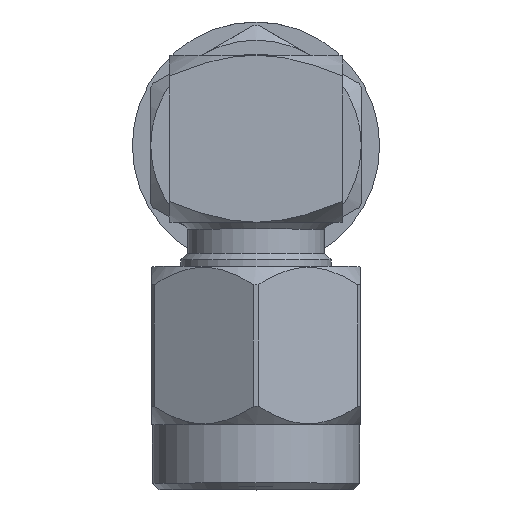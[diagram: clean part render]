
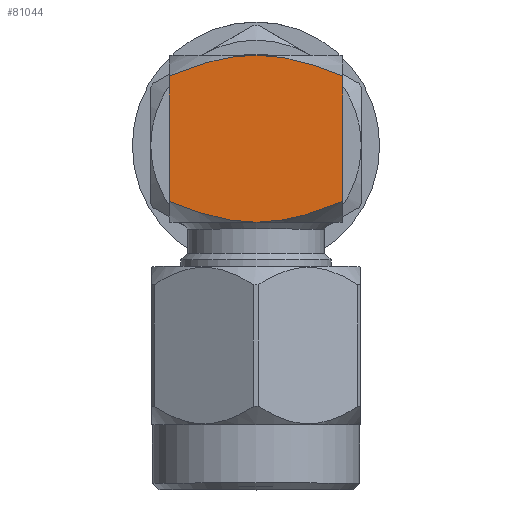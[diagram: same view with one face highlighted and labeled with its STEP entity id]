
A CAD part, top view. The second image highlights one B-rep face of the part: STEP entity #81044.
In plain terms, the highlighted face is planar.
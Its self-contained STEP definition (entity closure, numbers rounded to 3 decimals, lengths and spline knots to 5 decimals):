
#1211 = CARTESIAN_POINT ( 'NONE',  ( -0.13, -0.1215, 0.04454 ) ) ;
#1346 = CARTESIAN_POINT ( 'NONE',  ( -0.13, 0.1024, 0.10921 ) ) ;
#3340 = CARTESIAN_POINT ( 'NONE',  ( -0.13, -0.125, 0. ) ) ;
#5001 = FACE_OUTER_BOUND ( 'NONE', #20568, .T. ) ;
#6292 = CARTESIAN_POINT ( 'NONE',  ( -0.13, 0.09391, -0.13 ) ) ;
#6306 = B_SPLINE_CURVE_WITH_KNOTS ( 'NONE', 3,
 ( #166637, #102862, #78565, #103398, #1346, #53283 ),
 .UNSPECIFIED., .F., .F.,
 ( 4, 2, 4 ),
 ( 0.00714, 0.00886, 0.01059 ),
 .UNSPECIFIED. ) ;
#9410 = VERTEX_POINT ( 'NONE', #76913 ) ;
#11700 = DIRECTION ( 'NONE',  ( 0., 0., -1. ) ) ;
#16475 = EDGE_CURVE ( 'NONE', #165006, #9410, #53946, .T. ) ;
#18163 = VECTOR ( 'NONE', #56457, 39.37008 ) ;
#20568 = EDGE_LOOP ( 'NONE', ( #59756, #78746, #70602, #164022, #45572, #68638 ) ) ;
#20821 = PLANE ( 'NONE',  #147238 ) ;
#22273 = VERTEX_POINT ( 'NONE', #3340 ) ;
#24101 = CARTESIAN_POINT ( 'NONE',  ( -0.13, -0.12093, -0.04469 ) ) ;
#24672 = CARTESIAN_POINT ( 'NONE',  ( -0.13, -0.11861, -0.05561 ) ) ;
#25021 = CARTESIAN_POINT ( 'NONE',  ( -0.13, -0.09391, 0.13 ) ) ;
#32773 = CARTESIAN_POINT ( 'NONE',  ( -0.13, -0.125, -0.13 ) ) ;
#33797 = B_SPLINE_CURVE_WITH_KNOTS ( 'NONE', 3,
 ( #128731, #103261, #75103, #1211, #53695, #116811 ),
 .UNSPECIFIED., .F., .F.,
 ( 4, 2, 4 ),
 ( 0.00857, 0.01028, 0.01199 ),
 .UNSPECIFIED. ) ;
#37916 = CARTESIAN_POINT ( 'NONE',  ( -0.13, 0.125, -0.01117 ) ) ;
#42353 = CARTESIAN_POINT ( 'NONE',  ( -0.13, -0.125, 0.13 ) ) ;
#45572 = ORIENTED_EDGE ( 'NONE', *, *, #127919, .T. ) ;
#48849 = EDGE_CURVE ( 'NONE', #149133, #119010, #98892, .T. ) ;
#49567 = VERTEX_POINT ( 'NONE', #114756 ) ;
#51447 = CARTESIAN_POINT ( 'NONE',  ( -0.13, 0.11009, -0.08803 ) ) ;
#53283 = CARTESIAN_POINT ( 'NONE',  ( -0.13, 0.09391, 0.13 ) ) ;
#53695 = CARTESIAN_POINT ( 'NONE',  ( -0.13, -0.125, 0.02255 ) ) ;
#53946 = B_SPLINE_CURVE_WITH_KNOTS ( 'NONE', 3,
 ( #61093, #162634, #51447, #100528, #139495, #63300, #37916, #88086 ),
 .UNSPECIFIED., .F., .F.,
 ( 4, 2, 2, 4 ),
 ( 0.00373, 0.00543, 0.00629, 0.00714 ),
 .UNSPECIFIED. ) ;
#56457 = DIRECTION ( 'NONE',  ( 0., -1., 0. ) ) ;
#59161 = CARTESIAN_POINT ( 'NONE',  ( -0.13, -0.125, 0.13 ) ) ;
#59756 = ORIENTED_EDGE ( 'NONE', *, *, #164034, .F. ) ;
#61093 = CARTESIAN_POINT ( 'NONE',  ( -0.13, 0.09391, -0.13 ) ) ;
#63300 = CARTESIAN_POINT ( 'NONE',  ( -0.13, 0.12413, -0.02252 ) ) ;
#64081 = B_SPLINE_CURVE_WITH_KNOTS ( 'NONE', 3,
 ( #126759, #115959, #141970, #24101, #24672, #165114, #166762, #102441 ),
 .UNSPECIFIED., .F., .F.,
 ( 4, 2, 2, 4 ),
 ( 0.01199, 0.01283, 0.01368, 0.01537 ),
 .UNSPECIFIED. ) ;
#68638 = ORIENTED_EDGE ( 'NONE', *, *, #90790, .F. ) ;
#70602 = ORIENTED_EDGE ( 'NONE', *, *, #128383, .F. ) ;
#72065 = DIRECTION ( 'NONE',  ( 1., 0., 0. ) ) ;
#72117 = DIRECTION ( 'NONE',  ( 0., -1., 0. ) ) ;
#75103 = CARTESIAN_POINT ( 'NONE',  ( -0.13, -0.11016, 0.08785 ) ) ;
#76913 = CARTESIAN_POINT ( 'NONE',  ( -0.13, 0.125, 0. ) ) ;
#78565 = CARTESIAN_POINT ( 'NONE',  ( -0.13, 0.1215, 0.04454 ) ) ;
#78746 = ORIENTED_EDGE ( 'NONE', *, *, #48849, .F. ) ;
#81044 = ADVANCED_FACE ( 'NONE', ( #5001 ), #20821, .F. ) ;
#88086 = CARTESIAN_POINT ( 'NONE',  ( -0.13, 0.125, 0. ) ) ;
#90790 = EDGE_CURVE ( 'NONE', #22273, #49567, #64081, .T. ) ;
#98892 = LINE ( 'NONE', #42353, #18163 ) ;
#100528 = CARTESIAN_POINT ( 'NONE',  ( -0.13, 0.11861, -0.05561 ) ) ;
#102441 = CARTESIAN_POINT ( 'NONE',  ( -0.13, -0.09391, -0.13 ) ) ;
#102862 = CARTESIAN_POINT ( 'NONE',  ( -0.13, 0.125, 0.02255 ) ) ;
#103261 = CARTESIAN_POINT ( 'NONE',  ( -0.13, -0.1024, 0.10921 ) ) ;
#103398 = CARTESIAN_POINT ( 'NONE',  ( -0.13, 0.11016, 0.08785 ) ) ;
#114756 = CARTESIAN_POINT ( 'NONE',  ( -0.13, -0.09391, -0.13 ) ) ;
#115959 = CARTESIAN_POINT ( 'NONE',  ( -0.13, -0.125, -0.01117 ) ) ;
#116811 = CARTESIAN_POINT ( 'NONE',  ( -0.13, -0.125, 0. ) ) ;
#119010 = VERTEX_POINT ( 'NONE', #25021 ) ;
#126759 = CARTESIAN_POINT ( 'NONE',  ( -0.13, -0.125, 0. ) ) ;
#127919 = EDGE_CURVE ( 'NONE', #165006, #49567, #149596, .T. ) ;
#128383 = EDGE_CURVE ( 'NONE', #9410, #149133, #6306, .T. ) ;
#128731 = CARTESIAN_POINT ( 'NONE',  ( -0.13, -0.09391, 0.13 ) ) ;
#131449 = VECTOR ( 'NONE', #72117, 39.37008 ) ;
#133966 = CARTESIAN_POINT ( 'NONE',  ( -0.13, 0.09391, 0.13 ) ) ;
#139495 = CARTESIAN_POINT ( 'NONE',  ( -0.13, 0.12093, -0.04469 ) ) ;
#141970 = CARTESIAN_POINT ( 'NONE',  ( -0.13, -0.12413, -0.02252 ) ) ;
#147238 = AXIS2_PLACEMENT_3D ( 'NONE', #59161, #72065, #11700 ) ;
#149133 = VERTEX_POINT ( 'NONE', #133966 ) ;
#149596 = LINE ( 'NONE', #32773, #131449 ) ;
#162634 = CARTESIAN_POINT ( 'NONE',  ( -0.13, 0.10239, -0.10924 ) ) ;
#164022 = ORIENTED_EDGE ( 'NONE', *, *, #16475, .F. ) ;
#164034 = EDGE_CURVE ( 'NONE', #119010, #22273, #33797, .T. ) ;
#165006 = VERTEX_POINT ( 'NONE', #6292 ) ;
#165114 = CARTESIAN_POINT ( 'NONE',  ( -0.13, -0.11009, -0.08803 ) ) ;
#166637 = CARTESIAN_POINT ( 'NONE',  ( -0.13, 0.125, 0. ) ) ;
#166762 = CARTESIAN_POINT ( 'NONE',  ( -0.13, -0.10239, -0.10924 ) ) ;
